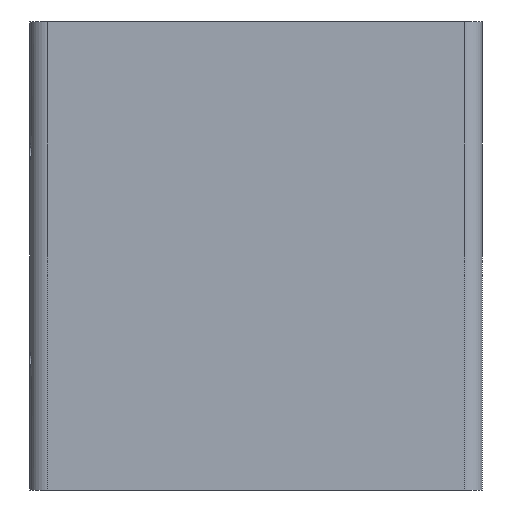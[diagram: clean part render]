
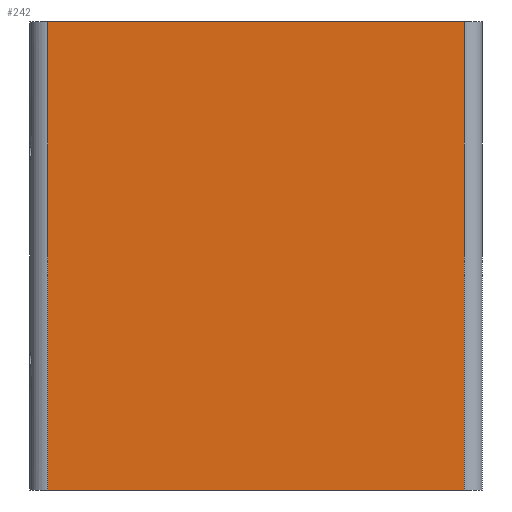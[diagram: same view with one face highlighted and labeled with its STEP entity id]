
A CAD part, left-side view. The second image highlights one B-rep face of the part: STEP entity #242.
In plain terms, the highlighted planar face has unit normal (-1, 0, 0).
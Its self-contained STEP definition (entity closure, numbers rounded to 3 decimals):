
#49 = VERTEX_POINT('',#50);
#50 = CARTESIAN_POINT('',(-62.5,2.,0.));
#57 = EDGE_CURVE('',#58,#49,#60,.T.);
#58 = VERTEX_POINT('',#59);
#59 = CARTESIAN_POINT('',(-62.5,48.,0.));
#60 = LINE('',#61,#62);
#61 = CARTESIAN_POINT('',(-62.5,48.,0.));
#62 = VECTOR('',#63,1.);
#63 = DIRECTION('',(0.,-1.,0.));
#223 = EDGE_CURVE('',#49,#224,#226,.T.);
#224 = VERTEX_POINT('',#225);
#225 = CARTESIAN_POINT('',(-62.5,2.,51.7));
#226 = LINE('',#227,#228);
#227 = CARTESIAN_POINT('',(-62.5,2.,0.));
#228 = VECTOR('',#229,1.);
#229 = DIRECTION('',(0.,0.,1.));
#242 = ADVANCED_FACE('',(#243),#261,.T.);
#243 = FACE_BOUND('',#244,.T.);
#244 = EDGE_LOOP('',(#245,#246,#247,#255));
#245 = ORIENTED_EDGE('',*,*,#57,.T.);
#246 = ORIENTED_EDGE('',*,*,#223,.T.);
#247 = ORIENTED_EDGE('',*,*,#248,.F.);
#248 = EDGE_CURVE('',#249,#224,#251,.T.);
#249 = VERTEX_POINT('',#250);
#250 = CARTESIAN_POINT('',(-62.5,48.,51.7));
#251 = LINE('',#252,#253);
#252 = CARTESIAN_POINT('',(-62.5,48.,51.7));
#253 = VECTOR('',#254,1.);
#254 = DIRECTION('',(0.,-1.,0.));
#255 = ORIENTED_EDGE('',*,*,#256,.F.);
#256 = EDGE_CURVE('',#58,#249,#257,.T.);
#257 = LINE('',#258,#259);
#258 = CARTESIAN_POINT('',(-62.5,48.,6.5));
#259 = VECTOR('',#260,1.);
#260 = DIRECTION('',(0.,0.,1.));
#261 = PLANE('',#262);
#262 = AXIS2_PLACEMENT_3D('',#263,#264,#265);
#263 = CARTESIAN_POINT('',(-62.5,25.,25.85));
#264 = DIRECTION('',(-1.,-0.,-0.));
#265 = DIRECTION('',(0.,0.,-1.));
